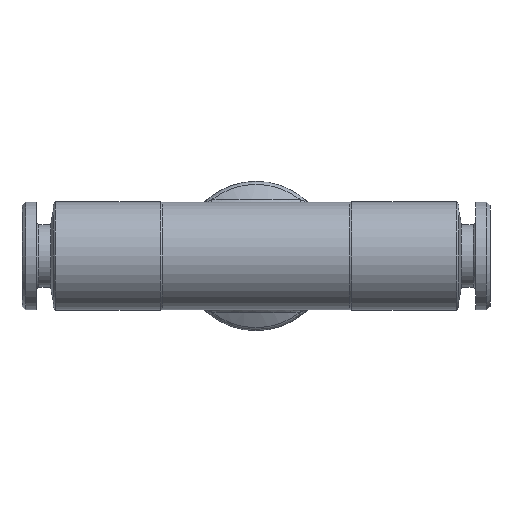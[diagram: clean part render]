
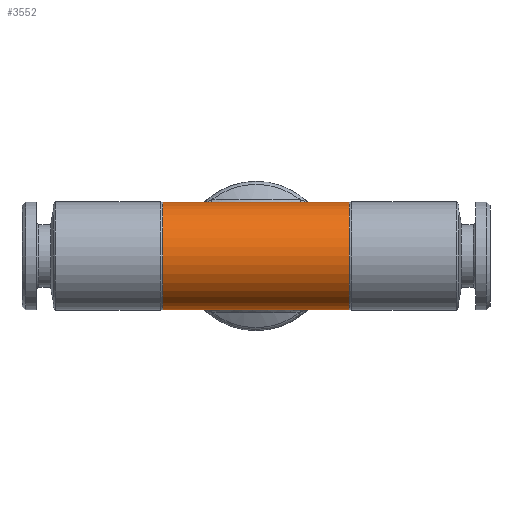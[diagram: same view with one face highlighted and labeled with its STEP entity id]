
A CAD part, front view. The second image highlights one B-rep face of the part: STEP entity #3552.
In plain terms, the highlighted cylindrical face has radius 4.5 mm (diameter 9 mm), a partial arc.
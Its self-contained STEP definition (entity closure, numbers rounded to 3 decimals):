
#3460 = EDGE_LOOP ( 'NONE', ( #3566, #3509, #3567, #3558 ) ) ;
#3508 = VERTEX_POINT ( 'NONE', #6387 ) ;
#3509 = ORIENTED_EDGE ( 'NONE', *, *, #3568, .T. ) ;
#3510 = EDGE_CURVE ( 'NONE', #3573, #3518, #6355, .T. ) ;
#3511 = EDGE_CURVE ( 'NONE', #3512, #3508, #6433, .T. ) ;
#3512 = VERTEX_POINT ( 'NONE', #6452 ) ;
#3518 = VERTEX_POINT ( 'NONE', #6417 ) ;
#3552 = ADVANCED_FACE ( 'NONE', ( #6504 ), #6503, .T. ) ;
#3558 = ORIENTED_EDGE ( 'NONE', *, *, #3559, .F. ) ;
#3559 = EDGE_CURVE ( 'NONE', #3573, #3512, #6532, .T. ) ;
#3566 = ORIENTED_EDGE ( 'NONE', *, *, #3510, .T. ) ;
#3567 = ORIENTED_EDGE ( 'NONE', *, *, #3511, .F. ) ;
#3568 = EDGE_CURVE ( 'NONE', #3518, #3508, #6525, .T. ) ;
#3573 = VERTEX_POINT ( 'NONE', #6539 ) ;
#6351 = DIRECTION ( 'NONE',  ( 0., 0., -1. ) ) ;
#6352 = DIRECTION ( 'NONE',  ( -1., 0., 0. ) ) ;
#6353 = CARTESIAN_POINT ( 'NONE',  ( 7.793, -9., 0. ) ) ;
#6354 = AXIS2_PLACEMENT_3D ( 'NONE', #6353, #6352, #6351 ) ;
#6355 = CIRCLE ( 'NONE', #6354, 4.5 ) ;
#6387 = CARTESIAN_POINT ( 'NONE',  ( -7.793, -9., 4.5 ) ) ;
#6417 = CARTESIAN_POINT ( 'NONE',  ( 7.793, -9., 4.5 ) ) ;
#6433 = CIRCLE ( 'NONE', #6456, 4.5 ) ;
#6452 = CARTESIAN_POINT ( 'NONE',  ( -7.793, -9., -4.5 ) ) ;
#6453 = DIRECTION ( 'NONE',  ( 0., 0., -1. ) ) ;
#6454 = DIRECTION ( 'NONE',  ( -1., 0., 0. ) ) ;
#6455 = CARTESIAN_POINT ( 'NONE',  ( -7.793, -9., 0. ) ) ;
#6456 = AXIS2_PLACEMENT_3D ( 'NONE', #6455, #6454, #6453 ) ;
#6486 = DIRECTION ( 'NONE',  ( 0., 0., -1. ) ) ;
#6487 = DIRECTION ( 'NONE',  ( -1., 0., 0. ) ) ;
#6488 = CARTESIAN_POINT ( 'NONE',  ( 0., -9., 0. ) ) ;
#6489 = AXIS2_PLACEMENT_3D ( 'NONE', #6488, #6487, #6486 ) ;
#6496 = VECTOR ( 'NONE', #6545, 1000. ) ;
#6497 = CARTESIAN_POINT ( 'NONE',  ( 0., -9., 4.5 ) ) ;
#6503 = CYLINDRICAL_SURFACE ( 'NONE', #6489, 4.5 ) ;
#6504 = FACE_OUTER_BOUND ( 'NONE', #3460, .T. ) ;
#6520 = VECTOR ( 'NONE', #6521, 1000. ) ;
#6521 = DIRECTION ( 'NONE',  ( -1., 0., 0. ) ) ;
#6524 = CARTESIAN_POINT ( 'NONE',  ( 0., -9., -4.5 ) ) ;
#6525 = LINE ( 'NONE', #6497, #6496 ) ;
#6532 = LINE ( 'NONE', #6524, #6520 ) ;
#6539 = CARTESIAN_POINT ( 'NONE',  ( 7.793, -9., -4.5 ) ) ;
#6545 = DIRECTION ( 'NONE',  ( -1., 0., 0. ) ) ;
